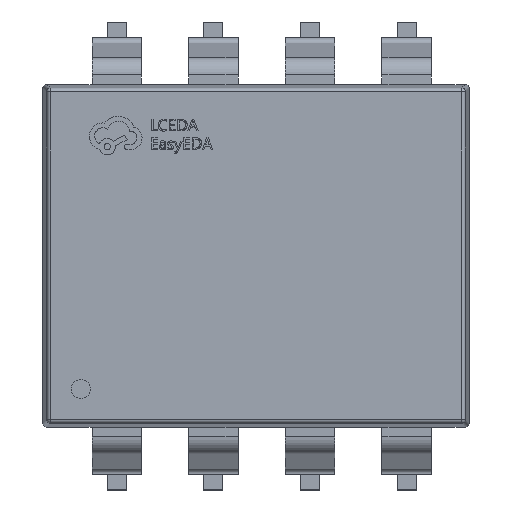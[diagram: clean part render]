
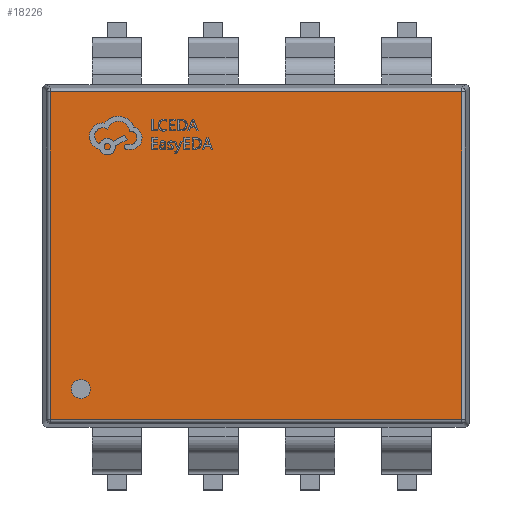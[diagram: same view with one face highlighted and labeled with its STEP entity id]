
A CAD part, top view. The second image highlights one B-rep face of the part: STEP entity #18226.
In plain terms, the highlighted planar face has unit normal (0, 0, 1).
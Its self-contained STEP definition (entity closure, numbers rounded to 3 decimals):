
#82 = EDGE_CURVE ( 'NONE', #22045, #10674, #22836, .T. ) ;
#376 = DIRECTION ( 'NONE',  ( 1., 0., 0. ) ) ;
#2124 = DIRECTION ( 'NONE',  ( 1., 0., 0. ) ) ;
#3459 = AXIS2_PLACEMENT_3D ( 'NONE', #14418, #19996, #16538 ) ;
#3934 = CARTESIAN_POINT ( 'NONE',  ( 5.405, 0., 4.1 ) ) ;
#4073 = CARTESIAN_POINT ( 'NONE',  ( -5.405, 0., 4.1 ) ) ;
#4769 = ORIENTED_EDGE ( 'NONE', *, *, #22061, .T. ) ;
#5707 = CARTESIAN_POINT ( 'NONE',  ( -5.405, 4.305, 4.1 ) ) ;
#6064 = CARTESIAN_POINT ( 'NONE',  ( -4.855, -3.505, 4.1 ) ) ;
#6199 = CARTESIAN_POINT ( 'NONE',  ( 5.405, 4.305, 4.1 ) ) ;
#7314 = CIRCLE ( 'NONE', #19877, 0.25 ) ;
#7376 = VERTEX_POINT ( 'NONE', #5707 ) ;
#7624 = ORIENTED_EDGE ( 'NONE', *, *, #16777, .T. ) ;
#8680 = EDGE_CURVE ( 'NONE', #7376, #21218, #22690, .T. ) ;
#10180 = FACE_BOUND ( 'NONE', #23155, .T. ) ;
#10566 = DIRECTION ( 'NONE',  ( -1., 0., 0. ) ) ;
#10674 = VERTEX_POINT ( 'NONE', #18099 ) ;
#10851 = ORIENTED_EDGE ( 'NONE', *, *, #8680, .T. ) ;
#11104 = VERTEX_POINT ( 'NONE', #21485 ) ;
#11118 = ORIENTED_EDGE ( 'NONE', *, *, #18897, .F. ) ;
#11516 = DIRECTION ( 'NONE',  ( 1., 0., 0. ) ) ;
#11596 = LINE ( 'NONE', #3934, #16878 ) ;
#11620 = DIRECTION ( 'NONE',  ( 0., -1., 0. ) ) ;
#11622 = EDGE_CURVE ( 'NONE', #21218, #11104, #21056, .T. ) ;
#11649 = DIRECTION ( 'NONE',  ( 0., 0., 1. ) ) ;
#11712 = VECTOR ( 'NONE', #11620, 1000. ) ;
#12564 = VECTOR ( 'NONE', #10566, 1000. ) ;
#13324 = DIRECTION ( 'NONE',  ( 0., 0., 1. ) ) ;
#13444 = CARTESIAN_POINT ( 'NONE',  ( -4.605, -3.505, 4.1 ) ) ;
#14058 = CARTESIAN_POINT ( 'NONE',  ( 0., 4.305, 4.1 ) ) ;
#14418 = CARTESIAN_POINT ( 'NONE',  ( 0., 0., 4.1 ) ) ;
#15491 = DIRECTION ( 'NONE',  ( 0., 1., 0. ) ) ;
#15496 = VERTEX_POINT ( 'NONE', #6199 ) ;
#16538 = DIRECTION ( 'NONE',  ( 1., 0., 0. ) ) ;
#16777 = EDGE_CURVE ( 'NONE', #15496, #7376, #23562, .T. ) ;
#16878 = VECTOR ( 'NONE', #15491, 1000. ) ;
#17113 = ORIENTED_EDGE ( 'NONE', *, *, #11622, .T. ) ;
#18099 = CARTESIAN_POINT ( 'NONE',  ( -4.355, -3.505, 4.1 ) ) ;
#18226 = ADVANCED_FACE ( 'NONE', ( #10180, #23184 ), #19859, .T. ) ;
#18897 = EDGE_CURVE ( 'NONE', #10674, #22045, #7314, .T. ) ;
#19146 = VECTOR ( 'NONE', #376, 1000. ) ;
#19859 = PLANE ( 'NONE',  #3459 ) ;
#19877 = AXIS2_PLACEMENT_3D ( 'NONE', #22706, #13324, #11516 ) ;
#19996 = DIRECTION ( 'NONE',  ( 0., 0., 1. ) ) ;
#20184 = CARTESIAN_POINT ( 'NONE',  ( -5.405, -4.305, 4.1 ) ) ;
#20853 = AXIS2_PLACEMENT_3D ( 'NONE', #13444, #11649, #2124 ) ;
#21056 = LINE ( 'NONE', #21422, #19146 ) ;
#21218 = VERTEX_POINT ( 'NONE', #20184 ) ;
#21422 = CARTESIAN_POINT ( 'NONE',  ( 0., -4.305, 4.1 ) ) ;
#21485 = CARTESIAN_POINT ( 'NONE',  ( 5.405, -4.305, 4.1 ) ) ;
#21611 = ORIENTED_EDGE ( 'NONE', *, *, #82, .F. ) ;
#22045 = VERTEX_POINT ( 'NONE', #6064 ) ;
#22061 = EDGE_CURVE ( 'NONE', #11104, #15496, #11596, .T. ) ;
#22499 = EDGE_LOOP ( 'NONE', ( #4769, #7624, #10851, #17113 ) ) ;
#22690 = LINE ( 'NONE', #4073, #11712 ) ;
#22706 = CARTESIAN_POINT ( 'NONE',  ( -4.605, -3.505, 4.1 ) ) ;
#22836 = CIRCLE ( 'NONE', #20853, 0.25 ) ;
#23155 = EDGE_LOOP ( 'NONE', ( #11118, #21611 ) ) ;
#23184 = FACE_OUTER_BOUND ( 'NONE', #22499, .T. ) ;
#23562 = LINE ( 'NONE', #14058, #12564 ) ;
